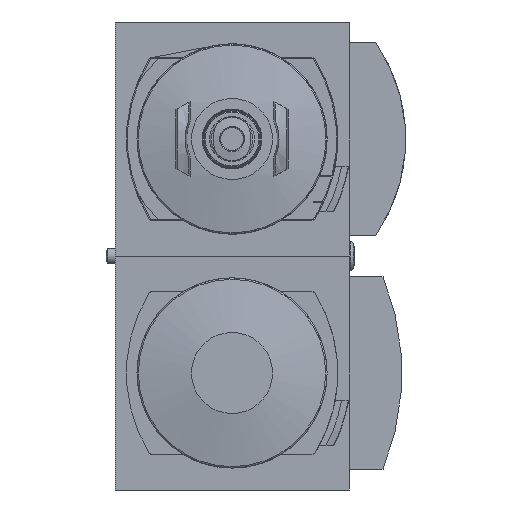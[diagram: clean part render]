
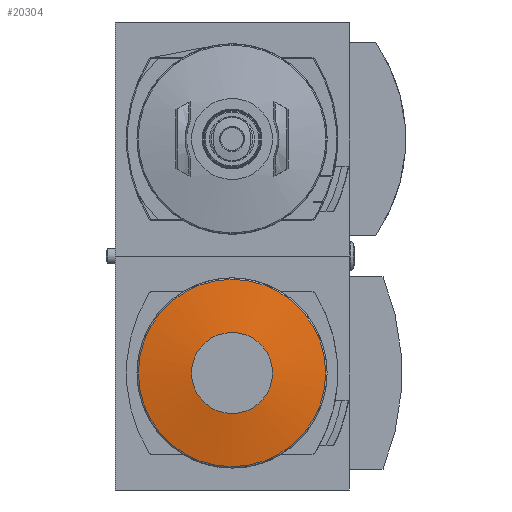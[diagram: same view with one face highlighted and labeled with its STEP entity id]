
A CAD part, front view. The second image highlights one B-rep face of the part: STEP entity #20304.
In plain terms, the highlighted spherical face has radius 108.76 mm.
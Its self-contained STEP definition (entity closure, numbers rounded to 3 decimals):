
#50=SPHERICAL_SURFACE('',#21522,108.76);
#3816=CIRCLE('',#21523,24.814);
#3817=CIRCLE('',#21524,10.724);
#6929=ORIENTED_EDGE('',*,*,#9781,.T.);
#6930=ORIENTED_EDGE('',*,*,#9782,.F.);
#9781=EDGE_CURVE('',#11439,#11439,#3816,.T.);
#9782=EDGE_CURVE('',#11440,#11440,#3817,.T.);
#11439=VERTEX_POINT('',#29614);
#11440=VERTEX_POINT('',#29616);
#12592=EDGE_LOOP('',(#6929));
#12593=EDGE_LOOP('',(#6930));
#13542=FACE_BOUND('',#12592,.T.);
#13543=FACE_BOUND('',#12593,.T.);
#20304=ADVANCED_FACE('',(#13542,#13543),#50,.T.);
#21522=AXIS2_PLACEMENT_3D('',#29612,#24935,#24936);
#21523=AXIS2_PLACEMENT_3D('',#29613,#24937,#24938);
#21524=AXIS2_PLACEMENT_3D('',#29615,#24939,#24940);
#24935=DIRECTION('',(0.,-1.,0.));
#24936=DIRECTION('',(1.,0.,0.));
#24937=DIRECTION('',(0.,-1.,0.));
#24938=DIRECTION('',(0.,0.,-1.));
#24939=DIRECTION('',(0.,-1.,0.));
#24940=DIRECTION('',(0.,0.,-1.));
#29612=CARTESIAN_POINT('',(0.,-47.77,0.));
#29613=CARTESIAN_POINT('',(0.,-153.661,0.));
#29614=CARTESIAN_POINT('',(0.,-153.661,-24.814));
#29615=CARTESIAN_POINT('',(0.,-156.,0.));
#29616=CARTESIAN_POINT('',(0.,-156.,-10.724));
